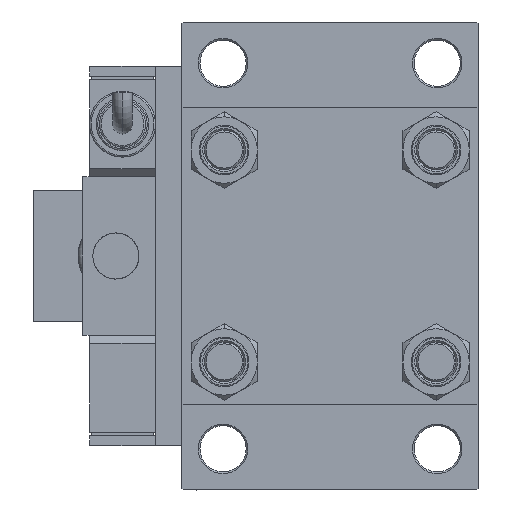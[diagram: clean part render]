
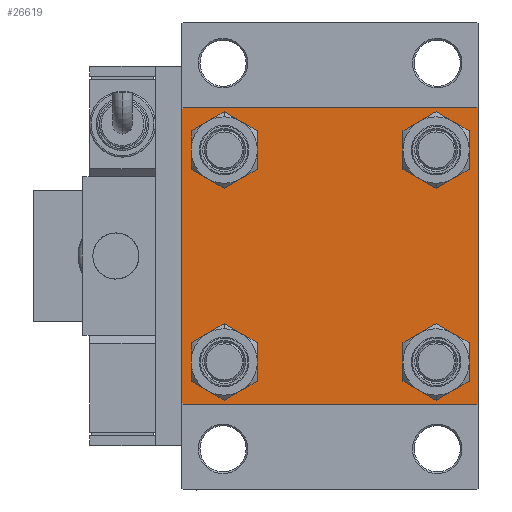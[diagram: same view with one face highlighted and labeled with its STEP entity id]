
A CAD part, left-side view. The second image highlights one B-rep face of the part: STEP entity #26619.
In plain terms, the highlighted planar face has unit normal (-1, 0, 0).
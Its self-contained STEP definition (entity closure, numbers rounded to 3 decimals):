
#711 = CIRCLE ( 'NONE', #31940, 6.5 ) ;
#812 = CARTESIAN_POINT ( 'NONE',  ( 0., 45., 44.5 ) ) ;
#899 = EDGE_CURVE ( 'NONE', #45740, #29636, #12470, .T. ) ;
#1345 = AXIS2_PLACEMENT_3D ( 'NONE', #29232, #3799, #24490 ) ;
#1730 = ORIENTED_EDGE ( 'NONE', *, *, #35065, .F. ) ;
#1754 = CARTESIAN_POINT ( 'NONE',  ( 0., 44.75, 44.75 ) ) ;
#2084 = CARTESIAN_POINT ( 'NONE',  ( 0., -32.15, 32.15 ) ) ;
#2642 = DIRECTION ( 'NONE',  ( 0., -0.707, 0.707 ) ) ;
#2897 = VECTOR ( 'NONE', #2642, 1000. ) ;
#2963 = CARTESIAN_POINT ( 'NONE',  ( 0., -32.15, -32.15 ) ) ;
#3799 = DIRECTION ( 'NONE',  ( -1., 0., 0. ) ) ;
#3806 = DIRECTION ( 'NONE',  ( 1., 0., 0. ) ) ;
#4948 = CIRCLE ( 'NONE', #53978, 6.5 ) ;
#4969 = EDGE_CURVE ( 'NONE', #23095, #21753, #54294, .T. ) ;
#6149 = VERTEX_POINT ( 'NONE', #9508 ) ;
#6427 = VERTEX_POINT ( 'NONE', #25678 ) ;
#6798 = DIRECTION ( 'NONE',  ( 0., 0., -1. ) ) ;
#7093 = EDGE_CURVE ( 'NONE', #6149, #29636, #9583, .T. ) ;
#7729 = FACE_BOUND ( 'NONE', #31806, .T. ) ;
#8493 = AXIS2_PLACEMENT_3D ( 'NONE', #47405, #9170, #22008 ) ;
#8670 = EDGE_LOOP ( 'NONE', ( #52363, #18188, #34719, #38288, #1730, #46907, #34645, #14817 ) ) ;
#8926 = CARTESIAN_POINT ( 'NONE',  ( 0., 32.15, 25.65 ) ) ;
#9170 = DIRECTION ( 'NONE',  ( 1., 0., 0. ) ) ;
#9508 = CARTESIAN_POINT ( 'NONE',  ( 0., 44.5, 45. ) ) ;
#9583 = LINE ( 'NONE', #34441, #19039 ) ;
#10029 = LINE ( 'NONE', #23156, #26670 ) ;
#10442 = LINE ( 'NONE', #1754, #25198 ) ;
#10492 = DIRECTION ( 'NONE',  ( 1., 0., 0. ) ) ;
#10724 = CARTESIAN_POINT ( 'NONE',  ( 0., 32.15, 38.65 ) ) ;
#12470 = LINE ( 'NONE', #12741, #30420 ) ;
#12741 = CARTESIAN_POINT ( 'NONE',  ( 0., -44.75, 44.75 ) ) ;
#13098 = AXIS2_PLACEMENT_3D ( 'NONE', #38998, #31443, #30359 ) ;
#13317 = VERTEX_POINT ( 'NONE', #49022 ) ;
#14343 = EDGE_CURVE ( 'NONE', #23804, #13317, #18824, .T. ) ;
#14761 = EDGE_CURVE ( 'NONE', #20767, #47912, #23840, .T. ) ;
#14817 = ORIENTED_EDGE ( 'NONE', *, *, #20052, .T. ) ;
#14826 = CARTESIAN_POINT ( 'NONE',  ( 0., -45., 45. ) ) ;
#15554 = CARTESIAN_POINT ( 'NONE',  ( 0., 32.15, 32.15 ) ) ;
#15673 = CARTESIAN_POINT ( 'NONE',  ( 0., -32.15, -38.65 ) ) ;
#16228 = CARTESIAN_POINT ( 'NONE',  ( 0., 45., -45. ) ) ;
#16230 = ORIENTED_EDGE ( 'NONE', *, *, #22391, .T. ) ;
#16725 = AXIS2_PLACEMENT_3D ( 'NONE', #26437, #18041, #17502 ) ;
#17502 = DIRECTION ( 'NONE',  ( 0., 0., 1. ) ) ;
#18041 = DIRECTION ( 'NONE',  ( 1., 0., 0. ) ) ;
#18188 = ORIENTED_EDGE ( 'NONE', *, *, #37145, .T. ) ;
#18584 = CARTESIAN_POINT ( 'NONE',  ( 0., -44.5, -45. ) ) ;
#18824 = CIRCLE ( 'NONE', #50011, 6.5 ) ;
#19039 = VECTOR ( 'NONE', #26618, 1000. ) ;
#19061 = ORIENTED_EDGE ( 'NONE', *, *, #26546, .T. ) ;
#19358 = ORIENTED_EDGE ( 'NONE', *, *, #14343, .T. ) ;
#20052 = EDGE_CURVE ( 'NONE', #6149, #20767, #10442, .T. ) ;
#20625 = CARTESIAN_POINT ( 'NONE',  ( 0., -45., -44.5 ) ) ;
#20634 = EDGE_CURVE ( 'NONE', #46947, #23095, #24623, .T. ) ;
#20767 = VERTEX_POINT ( 'NONE', #812 ) ;
#20837 = FACE_OUTER_BOUND ( 'NONE', #8670, .T. ) ;
#21232 = VECTOR ( 'NONE', #22926, 1000. ) ;
#21753 = VERTEX_POINT ( 'NONE', #20625 ) ;
#22008 = DIRECTION ( 'NONE',  ( 0., 0., 1. ) ) ;
#22391 = EDGE_CURVE ( 'NONE', #34423, #28793, #35956, .T. ) ;
#22578 = EDGE_LOOP ( 'NONE', ( #19358, #55253 ) ) ;
#22732 = CARTESIAN_POINT ( 'NONE',  ( 0., -44.5, 45. ) ) ;
#22926 = DIRECTION ( 'NONE',  ( 0., 0., -1. ) ) ;
#23095 = VERTEX_POINT ( 'NONE', #18584 ) ;
#23156 = CARTESIAN_POINT ( 'NONE',  ( 0., 44.75, -44.75 ) ) ;
#23804 = VERTEX_POINT ( 'NONE', #40159 ) ;
#23840 = LINE ( 'NONE', #45314, #45617 ) ;
#24455 = DIRECTION ( 'NONE',  ( 0., 0., 1. ) ) ;
#24490 = DIRECTION ( 'NONE',  ( 0., 0., 1. ) ) ;
#24623 = LINE ( 'NONE', #16228, #53738 ) ;
#25198 = VECTOR ( 'NONE', #32202, 1000. ) ;
#25254 = DIRECTION ( 'NONE',  ( 0., 0., 1. ) ) ;
#25598 = FACE_BOUND ( 'NONE', #22578, .T. ) ;
#25678 = CARTESIAN_POINT ( 'NONE',  ( 0., 32.15, -25.65 ) ) ;
#26437 = CARTESIAN_POINT ( 'NONE',  ( 0., -32.15, 32.15 ) ) ;
#26480 = CARTESIAN_POINT ( 'NONE',  ( 0., 45., -44.5 ) ) ;
#26535 = ORIENTED_EDGE ( 'NONE', *, *, #49982, .T. ) ;
#26546 = EDGE_CURVE ( 'NONE', #28793, #34423, #4948, .T. ) ;
#26618 = DIRECTION ( 'NONE',  ( 0., -1., 0. ) ) ;
#26619 = ADVANCED_FACE ( 'NONE', ( #25598, #46504, #7729, #55154, #20837 ), #37861, .T. ) ;
#26670 = VECTOR ( 'NONE', #27628, 1000. ) ;
#27628 = DIRECTION ( 'NONE',  ( 0., -0.707, -0.707 ) ) ;
#28793 = VERTEX_POINT ( 'NONE', #15673 ) ;
#29232 = CARTESIAN_POINT ( 'NONE',  ( 0., 0., 0. ) ) ;
#29253 = EDGE_CURVE ( 'NONE', #30010, #6427, #45170, .T. ) ;
#29636 = VERTEX_POINT ( 'NONE', #22732 ) ;
#30010 = VERTEX_POINT ( 'NONE', #35434 ) ;
#30359 = DIRECTION ( 'NONE',  ( 0., 0., 1. ) ) ;
#30420 = VECTOR ( 'NONE', #50434, 1000. ) ;
#31443 = DIRECTION ( 'NONE',  ( 1., 0., 0. ) ) ;
#31806 = EDGE_LOOP ( 'NONE', ( #53859, #32098 ) ) ;
#31940 = AXIS2_PLACEMENT_3D ( 'NONE', #50898, #34149, #38070 ) ;
#31995 = CARTESIAN_POINT ( 'NONE',  ( 0., -32.15, -25.65 ) ) ;
#32098 = ORIENTED_EDGE ( 'NONE', *, *, #29253, .T. ) ;
#32202 = DIRECTION ( 'NONE',  ( 0., 0.707, -0.707 ) ) ;
#34149 = DIRECTION ( 'NONE',  ( 1., 0., 0. ) ) ;
#34276 = EDGE_CURVE ( 'NONE', #13317, #23804, #40783, .T. ) ;
#34423 = VERTEX_POINT ( 'NONE', #31995 ) ;
#34441 = CARTESIAN_POINT ( 'NONE',  ( 0., 45., 45. ) ) ;
#34645 = ORIENTED_EDGE ( 'NONE', *, *, #7093, .F. ) ;
#34719 = ORIENTED_EDGE ( 'NONE', *, *, #20634, .T. ) ;
#35065 = EDGE_CURVE ( 'NONE', #45740, #21753, #53059, .T. ) ;
#35434 = CARTESIAN_POINT ( 'NONE',  ( 0., 32.15, -38.65 ) ) ;
#35956 = CIRCLE ( 'NONE', #52018, 6.5 ) ;
#37145 = EDGE_CURVE ( 'NONE', #47912, #46947, #10029, .T. ) ;
#37544 = CARTESIAN_POINT ( 'NONE',  ( 0., -44.75, -44.75 ) ) ;
#37796 = DIRECTION ( 'NONE',  ( 1., 0., 0. ) ) ;
#37861 = PLANE ( 'NONE',  #1345 ) ;
#38070 = DIRECTION ( 'NONE',  ( 0., 0., 1. ) ) ;
#38288 = ORIENTED_EDGE ( 'NONE', *, *, #4969, .T. ) ;
#38437 = CARTESIAN_POINT ( 'NONE',  ( 0., -45., 44.5 ) ) ;
#38998 = CARTESIAN_POINT ( 'NONE',  ( 0., 32.15, -32.15 ) ) ;
#39653 = ORIENTED_EDGE ( 'NONE', *, *, #51158, .T. ) ;
#40159 = CARTESIAN_POINT ( 'NONE',  ( 0., -32.15, 38.65 ) ) ;
#40168 = VERTEX_POINT ( 'NONE', #8926 ) ;
#40783 = CIRCLE ( 'NONE', #16725, 6.5 ) ;
#41506 = DIRECTION ( 'NONE',  ( 0., 0., 1. ) ) ;
#43588 = EDGE_CURVE ( 'NONE', #6427, #30010, #45942, .T. ) ;
#44300 = DIRECTION ( 'NONE',  ( 0., 0., 1. ) ) ;
#44449 = AXIS2_PLACEMENT_3D ( 'NONE', #15554, #3806, #41506 ) ;
#45170 = CIRCLE ( 'NONE', #13098, 6.5 ) ;
#45314 = CARTESIAN_POINT ( 'NONE',  ( 0., 45., 45. ) ) ;
#45617 = VECTOR ( 'NONE', #6798, 1000. ) ;
#45740 = VERTEX_POINT ( 'NONE', #38437 ) ;
#45922 = EDGE_LOOP ( 'NONE', ( #16230, #19061 ) ) ;
#45942 = CIRCLE ( 'NONE', #8493, 6.5 ) ;
#46504 = FACE_BOUND ( 'NONE', #45922, .T. ) ;
#46625 = EDGE_LOOP ( 'NONE', ( #26535, #39653 ) ) ;
#46864 = CARTESIAN_POINT ( 'NONE',  ( 0., 44.5, -45. ) ) ;
#46907 = ORIENTED_EDGE ( 'NONE', *, *, #899, .T. ) ;
#46947 = VERTEX_POINT ( 'NONE', #46864 ) ;
#47405 = CARTESIAN_POINT ( 'NONE',  ( 0., 32.15, -32.15 ) ) ;
#47912 = VERTEX_POINT ( 'NONE', #26480 ) ;
#49022 = CARTESIAN_POINT ( 'NONE',  ( 0., -32.15, 25.65 ) ) ;
#49919 = VERTEX_POINT ( 'NONE', #10724 ) ;
#49982 = EDGE_CURVE ( 'NONE', #49919, #40168, #711, .T. ) ;
#50011 = AXIS2_PLACEMENT_3D ( 'NONE', #2084, #10492, #24455 ) ;
#50434 = DIRECTION ( 'NONE',  ( 0., 0.707, 0.707 ) ) ;
#50898 = CARTESIAN_POINT ( 'NONE',  ( 0., 32.15, 32.15 ) ) ;
#51158 = EDGE_CURVE ( 'NONE', #40168, #49919, #53378, .T. ) ;
#52018 = AXIS2_PLACEMENT_3D ( 'NONE', #54822, #37796, #25254 ) ;
#52363 = ORIENTED_EDGE ( 'NONE', *, *, #14761, .T. ) ;
#52940 = DIRECTION ( 'NONE',  ( 1., 0., 0. ) ) ;
#53059 = LINE ( 'NONE', #14826, #21232 ) ;
#53378 = CIRCLE ( 'NONE', #44449, 6.5 ) ;
#53738 = VECTOR ( 'NONE', #55014, 1000. ) ;
#53859 = ORIENTED_EDGE ( 'NONE', *, *, #43588, .T. ) ;
#53978 = AXIS2_PLACEMENT_3D ( 'NONE', #2963, #52940, #44300 ) ;
#54294 = LINE ( 'NONE', #37544, #2897 ) ;
#54822 = CARTESIAN_POINT ( 'NONE',  ( 0., -32.15, -32.15 ) ) ;
#55014 = DIRECTION ( 'NONE',  ( 0., -1., 0. ) ) ;
#55154 = FACE_BOUND ( 'NONE', #46625, .T. ) ;
#55253 = ORIENTED_EDGE ( 'NONE', *, *, #34276, .T. ) ;
